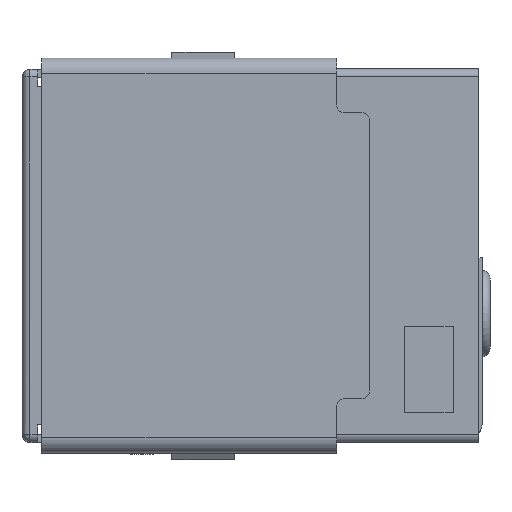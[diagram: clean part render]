
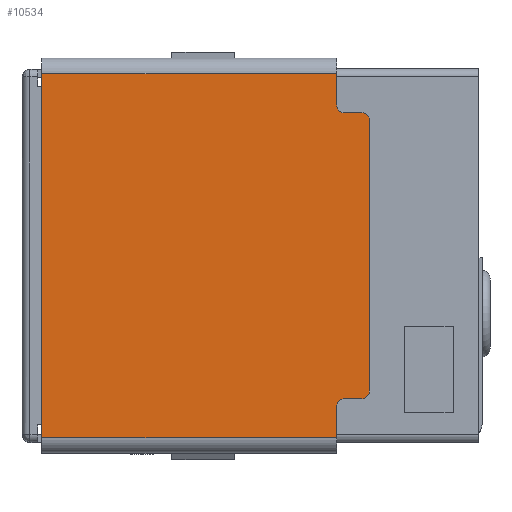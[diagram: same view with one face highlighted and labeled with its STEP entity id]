
A CAD part, top view. The second image highlights one B-rep face of the part: STEP entity #10534.
In plain terms, the highlighted planar face has unit normal (0, 0, 1).
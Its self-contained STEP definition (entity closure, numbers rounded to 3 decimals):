
#20 = DIRECTION ( 'NONE',  ( -1., 0., 0. ) ) ;
#152 = CARTESIAN_POINT ( 'NONE',  ( 1.511, 3.847, 7.2 ) ) ;
#215 = LINE ( 'NONE', #4291, #6740 ) ;
#343 = ORIENTED_EDGE ( 'NONE', *, *, #6772, .T. ) ;
#386 = CARTESIAN_POINT ( 'NONE',  ( 1.511, -3.819, 7.2 ) ) ;
#406 = CARTESIAN_POINT ( 'NONE',  ( -6.189, 4.639, 7.2 ) ) ;
#459 = CIRCLE ( 'NONE', #4724, 0.2 ) ;
#485 = FACE_OUTER_BOUND ( 'NONE', #6473, .T. ) ;
#544 = CARTESIAN_POINT ( 'NONE',  ( 1.948, -3.619, 7.2 ) ) ;
#595 = DIRECTION ( 'NONE',  ( 0., 0., 1. ) ) ;
#1026 = VERTEX_POINT ( 'NONE', #7089 ) ;
#1062 = LINE ( 'NONE', #9335, #10681 ) ;
#1094 = ORIENTED_EDGE ( 'NONE', *, *, #1523, .T. ) ;
#1387 = CARTESIAN_POINT ( 'NONE',  ( 1.311, -4.611, 7.2 ) ) ;
#1523 = EDGE_CURVE ( 'NONE', #10480, #6664, #459, .T. ) ;
#1551 = CARTESIAN_POINT ( 'NONE',  ( -6.189, -4.611, 7.2 ) ) ;
#1646 = LINE ( 'NONE', #3316, #2138 ) ;
#1671 = DIRECTION ( 'NONE',  ( 0., 1., 0. ) ) ;
#1741 = DIRECTION ( 'NONE',  ( 0., -1., 0. ) ) ;
#1908 = LINE ( 'NONE', #5300, #5311 ) ;
#1961 = CIRCLE ( 'NONE', #10704, 0.2 ) ;
#2115 = DIRECTION ( 'NONE',  ( 0., 0., 1. ) ) ;
#2132 = VERTEX_POINT ( 'NONE', #1551 ) ;
#2138 = VECTOR ( 'NONE', #2641, 1000. ) ;
#2211 = ORIENTED_EDGE ( 'NONE', *, *, #3618, .T. ) ;
#2519 = CARTESIAN_POINT ( 'NONE',  ( 1.948, -3.419, 7.2 ) ) ;
#2641 = DIRECTION ( 'NONE',  ( 1., 0., 0. ) ) ;
#2803 = EDGE_CURVE ( 'NONE', #3157, #2844, #215, .T. ) ;
#2844 = VERTEX_POINT ( 'NONE', #544 ) ;
#2947 = EDGE_CURVE ( 'NONE', #1026, #3157, #10469, .T. ) ;
#3020 = VECTOR ( 'NONE', #5371, 1000. ) ;
#3157 = VERTEX_POINT ( 'NONE', #6513 ) ;
#3316 = CARTESIAN_POINT ( 'NONE',  ( -6.189, 4.639, 7.2 ) ) ;
#3591 = DIRECTION ( 'NONE',  ( 1., 0., 0. ) ) ;
#3618 = EDGE_CURVE ( 'NONE', #4364, #10178, #1908, .T. ) ;
#3892 = DIRECTION ( 'NONE',  ( 0., 1., 0. ) ) ;
#3991 = AXIS2_PLACEMENT_3D ( 'NONE', #4834, #595, #8909 ) ;
#4016 = DIRECTION ( 'NONE',  ( 0., -1., 0. ) ) ;
#4253 = LINE ( 'NONE', #7884, #8175 ) ;
#4291 = CARTESIAN_POINT ( 'NONE',  ( 1.511, -3.619, 7.2 ) ) ;
#4364 = VERTEX_POINT ( 'NONE', #4478 ) ;
#4478 = CARTESIAN_POINT ( 'NONE',  ( 2.148, -3.419, 7.2 ) ) ;
#4718 = EDGE_CURVE ( 'NONE', #2844, #4364, #1961, .T. ) ;
#4724 = AXIS2_PLACEMENT_3D ( 'NONE', #152, #10364, #10311 ) ;
#4762 = VERTEX_POINT ( 'NONE', #7033 ) ;
#4834 = CARTESIAN_POINT ( 'NONE',  ( 1.311, -5.011, 7.2 ) ) ;
#4846 = CARTESIAN_POINT ( 'NONE',  ( 2.148, 3.447, 7.2 ) ) ;
#4908 = VERTEX_POINT ( 'NONE', #10414 ) ;
#4914 = LINE ( 'NONE', #10786, #5596 ) ;
#5111 = ORIENTED_EDGE ( 'NONE', *, *, #6436, .T. ) ;
#5300 = CARTESIAN_POINT ( 'NONE',  ( 2.148, -3.419, 7.2 ) ) ;
#5311 = VECTOR ( 'NONE', #8713, 1000. ) ;
#5371 = DIRECTION ( 'NONE',  ( -1., 0., 0. ) ) ;
#5596 = VECTOR ( 'NONE', #4016, 1000. ) ;
#5644 = EDGE_CURVE ( 'NONE', #4908, #1026, #6647, .T. ) ;
#5880 = AXIS2_PLACEMENT_3D ( 'NONE', #9765, #2115, #8861 ) ;
#5923 = CARTESIAN_POINT ( 'NONE',  ( 1.311, 3.847, 7.2 ) ) ;
#5929 = DIRECTION ( 'NONE',  ( 0., 0., 1. ) ) ;
#6436 = EDGE_CURVE ( 'NONE', #4762, #10480, #4253, .T. ) ;
#6473 = EDGE_LOOP ( 'NONE', ( #5111, #1094, #7708, #10512, #7729, #7287, #9268, #8996, #8828, #7651, #2211, #343 ) ) ;
#6513 = CARTESIAN_POINT ( 'NONE',  ( 1.511, -3.619, 7.2 ) ) ;
#6532 = VERTEX_POINT ( 'NONE', #406 ) ;
#6647 = LINE ( 'NONE', #1387, #7268 ) ;
#6664 = VERTEX_POINT ( 'NONE', #5923 ) ;
#6720 = EDGE_CURVE ( 'NONE', #6664, #10669, #1062, .T. ) ;
#6740 = VECTOR ( 'NONE', #3591, 1000. ) ;
#6772 = EDGE_CURVE ( 'NONE', #10178, #4762, #8005, .T. ) ;
#6798 = LINE ( 'NONE', #10196, #3020 ) ;
#7033 = CARTESIAN_POINT ( 'NONE',  ( 1.948, 3.647, 7.2 ) ) ;
#7089 = CARTESIAN_POINT ( 'NONE',  ( 1.311, -3.819, 7.2 ) ) ;
#7268 = VECTOR ( 'NONE', #3892, 1000. ) ;
#7287 = ORIENTED_EDGE ( 'NONE', *, *, #7377, .F. ) ;
#7331 = EDGE_CURVE ( 'NONE', #6532, #10669, #1646, .T. ) ;
#7377 = EDGE_CURVE ( 'NONE', #4908, #2132, #6798, .T. ) ;
#7538 = EDGE_CURVE ( 'NONE', #6532, #2132, #4914, .T. ) ;
#7651 = ORIENTED_EDGE ( 'NONE', *, *, #4718, .T. ) ;
#7708 = ORIENTED_EDGE ( 'NONE', *, *, #6720, .T. ) ;
#7729 = ORIENTED_EDGE ( 'NONE', *, *, #7538, .T. ) ;
#7862 = CARTESIAN_POINT ( 'NONE',  ( 1.511, 3.647, 7.2 ) ) ;
#7884 = CARTESIAN_POINT ( 'NONE',  ( 1.948, 3.647, 7.2 ) ) ;
#8005 = CIRCLE ( 'NONE', #5880, 0.2 ) ;
#8175 = VECTOR ( 'NONE', #20, 1000. ) ;
#8178 = PLANE ( 'NONE',  #3991 ) ;
#8713 = DIRECTION ( 'NONE',  ( 0., 1., 0. ) ) ;
#8828 = ORIENTED_EDGE ( 'NONE', *, *, #2803, .T. ) ;
#8861 = DIRECTION ( 'NONE',  ( 1., 0., 0. ) ) ;
#8909 = DIRECTION ( 'NONE',  ( 1., 0., 0. ) ) ;
#8996 = ORIENTED_EDGE ( 'NONE', *, *, #2947, .T. ) ;
#9019 = DIRECTION ( 'NONE',  ( -1., 0., 0. ) ) ;
#9268 = ORIENTED_EDGE ( 'NONE', *, *, #5644, .T. ) ;
#9335 = CARTESIAN_POINT ( 'NONE',  ( 1.311, 3.847, 7.2 ) ) ;
#9365 = CARTESIAN_POINT ( 'NONE',  ( 1.311, 4.639, 7.2 ) ) ;
#9765 = CARTESIAN_POINT ( 'NONE',  ( 1.948, 3.447, 7.2 ) ) ;
#9768 = AXIS2_PLACEMENT_3D ( 'NONE', #386, #10650, #9019 ) ;
#10178 = VERTEX_POINT ( 'NONE', #4846 ) ;
#10196 = CARTESIAN_POINT ( 'NONE',  ( 1.311, -4.611, 7.2 ) ) ;
#10311 = DIRECTION ( 'NONE',  ( 0., -1., 0. ) ) ;
#10364 = DIRECTION ( 'NONE',  ( 0., 0., -1. ) ) ;
#10414 = CARTESIAN_POINT ( 'NONE',  ( 1.311, -4.611, 7.2 ) ) ;
#10469 = CIRCLE ( 'NONE', #9768, 0.2 ) ;
#10480 = VERTEX_POINT ( 'NONE', #7862 ) ;
#10512 = ORIENTED_EDGE ( 'NONE', *, *, #7331, .F. ) ;
#10534 = ADVANCED_FACE ( 'NONE', ( #485 ), #8178, .T. ) ;
#10650 = DIRECTION ( 'NONE',  ( 0., 0., -1. ) ) ;
#10669 = VERTEX_POINT ( 'NONE', #9365 ) ;
#10681 = VECTOR ( 'NONE', #1671, 1000. ) ;
#10704 = AXIS2_PLACEMENT_3D ( 'NONE', #2519, #5929, #1741 ) ;
#10786 = CARTESIAN_POINT ( 'NONE',  ( -6.189, 4.639, 7.2 ) ) ;
